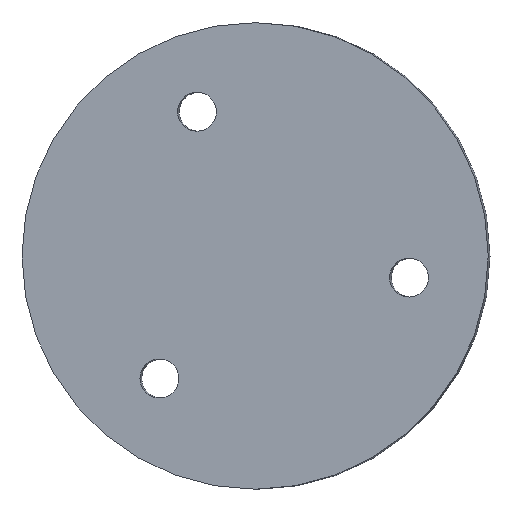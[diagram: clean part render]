
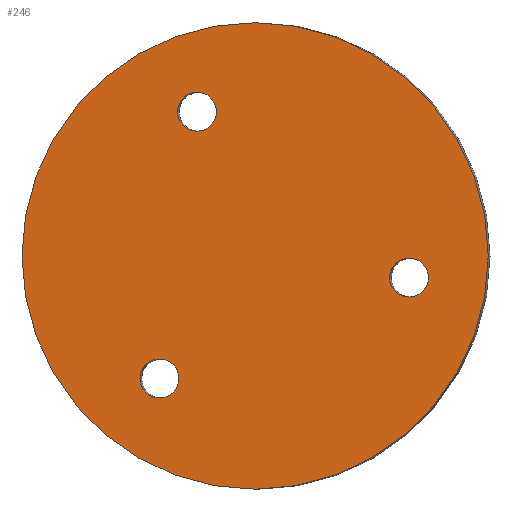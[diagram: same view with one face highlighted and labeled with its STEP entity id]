
A CAD part, top view. The second image highlights one B-rep face of the part: STEP entity #246.
In plain terms, the highlighted planar face has unit normal (-0.037, 0, 0.999).
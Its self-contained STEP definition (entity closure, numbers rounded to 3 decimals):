
#38 = DIRECTION ( 'NONE',  ( 0.999, 0., 0.037 ) ) ;
#56 = EDGE_LOOP ( 'NONE', ( #177, #1264 ) ) ;
#75 = DIRECTION ( 'NONE',  ( 0.999, 0., 0.037 ) ) ;
#88 = ORIENTED_EDGE ( 'NONE', *, *, #394, .F. ) ;
#97 = DIRECTION ( 'NONE',  ( 0.037, 0., -0.999 ) ) ;
#98 = ORIENTED_EDGE ( 'NONE', *, *, #991, .F. ) ;
#99 = FACE_OUTER_BOUND ( 'NONE', #431, .T. ) ;
#177 = ORIENTED_EDGE ( 'NONE', *, *, #469, .F. ) ;
#224 = CARTESIAN_POINT ( 'NONE',  ( 26.579, 68.032, -74.044 ) ) ;
#246 = ADVANCED_FACE ( 'NONE', ( #383, #620, #673, #99 ), #254, .F. ) ;
#254 = PLANE ( 'NONE',  #1080 ) ;
#270 = DIRECTION ( 'NONE',  ( -0.037, 0., 0.999 ) ) ;
#273 = VERTEX_POINT ( 'NONE', #825 ) ;
#290 = CARTESIAN_POINT ( 'NONE',  ( 25.33, 68.032, -74.09 ) ) ;
#306 = DIRECTION ( 'NONE',  ( 0.999, 0., 0.037 ) ) ;
#324 = VERTEX_POINT ( 'NONE', #940 ) ;
#326 = CARTESIAN_POINT ( 'NONE',  ( 41.38, 74.515, -73.493 ) ) ;
#332 = CIRCLE ( 'NONE', #714, 1.25 ) ;
#346 = CIRCLE ( 'NONE', #897, 15. ) ;
#365 = CARTESIAN_POINT ( 'NONE',  ( 31.485, 75.91, -73.861 ) ) ;
#369 = AXIS2_PLACEMENT_3D ( 'NONE', #746, #270, #38 ) ;
#383 = FACE_BOUND ( 'NONE', #1339, .T. ) ;
#390 = VERTEX_POINT ( 'NONE', #733 ) ;
#392 = ORIENTED_EDGE ( 'NONE', *, *, #606, .F. ) ;
#394 = EDGE_CURVE ( 'NONE', #610, #273, #332, .T. ) ;
#402 = EDGE_CURVE ( 'NONE', #273, #610, #439, .T. ) ;
#413 = CARTESIAN_POINT ( 'NONE',  ( 25.33, 68.032, -74.09 ) ) ;
#420 = DIRECTION ( 'NONE',  ( -0.037, 0., 0.999 ) ) ;
#431 = EDGE_LOOP ( 'NONE', ( #530, #98 ) ) ;
#439 = CIRCLE ( 'NONE', #369, 1.25 ) ;
#456 = CARTESIAN_POINT ( 'NONE',  ( 31.485, 75.91, -73.861 ) ) ;
#460 = EDGE_CURVE ( 'NONE', #731, #324, #1255, .T. ) ;
#469 = EDGE_CURVE ( 'NONE', #1217, #662, #1295, .T. ) ;
#498 = CARTESIAN_POINT ( 'NONE',  ( 27.744, 85.183, -74.001 ) ) ;
#508 = AXIS2_PLACEMENT_3D ( 'NONE', #1318, #420, #75 ) ;
#530 = ORIENTED_EDGE ( 'NONE', *, *, #657, .F. ) ;
#553 = CARTESIAN_POINT ( 'NONE',  ( 16.495, 75.91, -74.419 ) ) ;
#606 = EDGE_CURVE ( 'NONE', #324, #731, #1417, .T. ) ;
#610 = VERTEX_POINT ( 'NONE', #893 ) ;
#620 = FACE_BOUND ( 'NONE', #783, .T. ) ;
#650 = CIRCLE ( 'NONE', #1368, 1.25 ) ;
#657 = EDGE_CURVE ( 'NONE', #390, #1234, #1221, .T. ) ;
#662 = VERTEX_POINT ( 'NONE', #224 ) ;
#673 = FACE_BOUND ( 'NONE', #56, .T. ) ;
#714 = AXIS2_PLACEMENT_3D ( 'NONE', #498, #1405, #1385 ) ;
#731 = VERTEX_POINT ( 'NONE', #828 ) ;
#733 = CARTESIAN_POINT ( 'NONE',  ( 46.474, 75.91, -73.303 ) ) ;
#746 = CARTESIAN_POINT ( 'NONE',  ( 27.744, 85.183, -74.001 ) ) ;
#757 = DIRECTION ( 'NONE',  ( 0.999, 0., 0.037 ) ) ;
#763 = DIRECTION ( 'NONE',  ( -0.037, 0., 0.999 ) ) ;
#783 = EDGE_LOOP ( 'NONE', ( #88, #1268 ) ) ;
#820 = DIRECTION ( 'NONE',  ( 0.999, 0., 0.037 ) ) ;
#825 = CARTESIAN_POINT ( 'NONE',  ( 28.993, 85.183, -73.954 ) ) ;
#828 = CARTESIAN_POINT ( 'NONE',  ( 40.131, 74.515, -73.539 ) ) ;
#872 = DIRECTION ( 'NONE',  ( 0.037, 0., -0.999 ) ) ;
#893 = CARTESIAN_POINT ( 'NONE',  ( 26.495, 85.183, -74.047 ) ) ;
#897 = AXIS2_PLACEMENT_3D ( 'NONE', #1186, #872, #306 ) ;
#904 = DIRECTION ( 'NONE',  ( 0.999, 0., 0.037 ) ) ;
#940 = CARTESIAN_POINT ( 'NONE',  ( 42.629, 74.515, -73.446 ) ) ;
#991 = EDGE_CURVE ( 'NONE', #1234, #390, #346, .T. ) ;
#1002 = EDGE_CURVE ( 'NONE', #662, #1217, #650, .T. ) ;
#1018 = DIRECTION ( 'NONE',  ( -0.037, 0., 0.999 ) ) ;
#1080 = AXIS2_PLACEMENT_3D ( 'NONE', #365, #1246, #820 ) ;
#1087 = ORIENTED_EDGE ( 'NONE', *, *, #460, .F. ) ;
#1096 = DIRECTION ( 'NONE',  ( -0.037, 0., 0.999 ) ) ;
#1186 = CARTESIAN_POINT ( 'NONE',  ( 31.485, 75.91, -73.861 ) ) ;
#1198 = AXIS2_PLACEMENT_3D ( 'NONE', #326, #1018, #904 ) ;
#1210 = CARTESIAN_POINT ( 'NONE',  ( 24.081, 68.032, -74.137 ) ) ;
#1217 = VERTEX_POINT ( 'NONE', #1210 ) ;
#1221 = CIRCLE ( 'NONE', #1408, 15. ) ;
#1234 = VERTEX_POINT ( 'NONE', #553 ) ;
#1237 = DIRECTION ( 'NONE',  ( 0.999, 0., 0.037 ) ) ;
#1246 = DIRECTION ( 'NONE',  ( 0.037, 0., -0.999 ) ) ;
#1255 = CIRCLE ( 'NONE', #508, 1.25 ) ;
#1264 = ORIENTED_EDGE ( 'NONE', *, *, #1002, .F. ) ;
#1268 = ORIENTED_EDGE ( 'NONE', *, *, #402, .F. ) ;
#1295 = CIRCLE ( 'NONE', #1449, 1.25 ) ;
#1318 = CARTESIAN_POINT ( 'NONE',  ( 41.38, 74.515, -73.493 ) ) ;
#1339 = EDGE_LOOP ( 'NONE', ( #1087, #392 ) ) ;
#1368 = AXIS2_PLACEMENT_3D ( 'NONE', #290, #763, #757 ) ;
#1385 = DIRECTION ( 'NONE',  ( 0.999, 0., 0.037 ) ) ;
#1405 = DIRECTION ( 'NONE',  ( -0.037, 0., 0.999 ) ) ;
#1408 = AXIS2_PLACEMENT_3D ( 'NONE', #456, #97, #1237 ) ;
#1417 = CIRCLE ( 'NONE', #1198, 1.25 ) ;
#1424 = DIRECTION ( 'NONE',  ( 0.999, 0., 0.037 ) ) ;
#1449 = AXIS2_PLACEMENT_3D ( 'NONE', #413, #1096, #1424 ) ;
